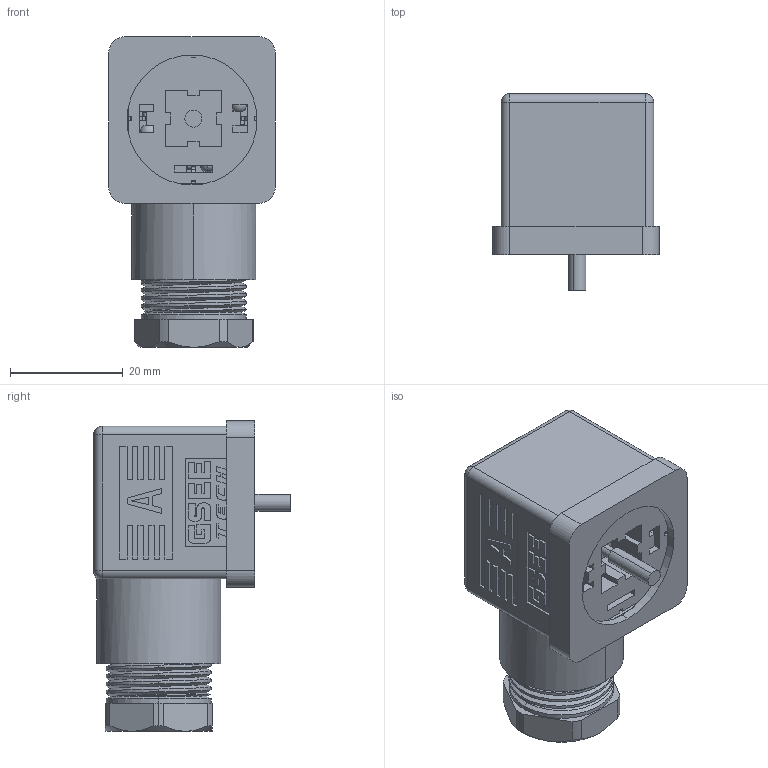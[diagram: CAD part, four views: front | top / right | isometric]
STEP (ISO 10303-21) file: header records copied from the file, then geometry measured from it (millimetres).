
FILE_DESCRIPTION(/* description */ (''),/* implementation_level */ '2;1');
FILE_NAME(/* name */ 'FW-VA21-x-PG11.stp',/* time_stamp */ '2019-12-05T11:15:09+08:00',/* author */ (''),/* organization */ (''),/* preprocessor_version */ 'ST-DEVELOPER v15',/* originating_system */ 'SIEMENS PLM Software NX 9.0',/* authorisation */ '');
FILE_SCHEMA (('CONFIG_CONTROL_DESIGN'));
Length unit declared in the file: millimetre
Products named in the file (12): SF510161; SF510197; 51682161; SF510013; 51282161; FWVA PCB; SF560920; 51262161; 51260041; 51259041; 516Q2161; FW-VA21-x-PG11
Assembly tree (17 placements, depth 2):
  FW-VA21-x-PG11
    516Q2161  x3
    51259041  x3
    51260041  x3
    51262161
    SF560920
    FWVA PCB
    51282161
    SF510013
    51682161
    SF510197
    SF510161
Bounding box: 29.5 x 34.8 x 55 mm (x, y, z)
Volume: 18289.6 mm3; surface area: 21363.9 mm2
Topology: 17 solids, 17 shells, 1070 faces, 2952 edges, 1936 vertices
Faces by surface type: plane 722, cylinder 183, bspline 89, cone 53, sphere 13, torus 10
Full cylindrical faces by diameter (mm): 5.7 x1
Entity records: 32248 total; most frequent: CARTESIAN_POINT 7447, ORIENTED_EDGE 5152, DIRECTION 4353, EDGE_CURVE 2576, LINE 1931, VECTOR 1931, VERTEX_POINT 1696, AXIS2_PLACEMENT_3D 1211
